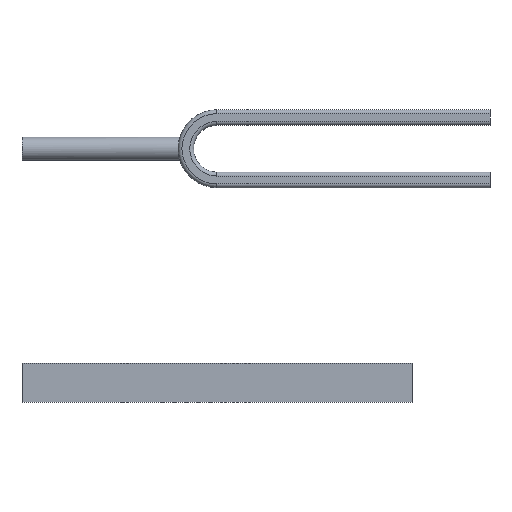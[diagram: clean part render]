
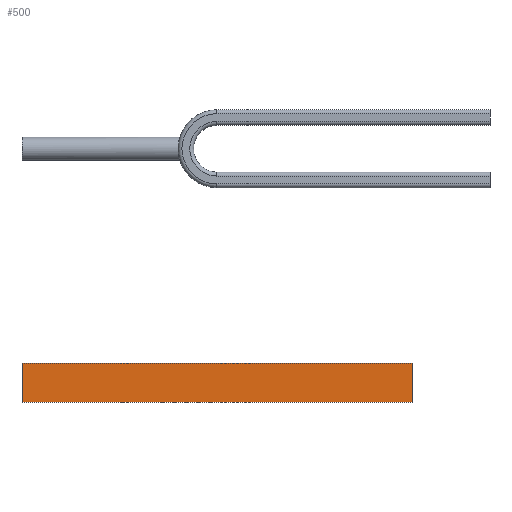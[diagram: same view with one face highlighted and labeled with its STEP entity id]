
A CAD part, front view. The second image highlights one B-rep face of the part: STEP entity #500.
In plain terms, the highlighted planar face has unit normal (0, -1, 0).
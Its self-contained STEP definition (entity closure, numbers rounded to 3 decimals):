
#40=PLANE('',#571);
#74=FACE_OUTER_BOUND('',#105,.T.);
#105=EDGE_LOOP('',(#456,#457,#458,#459));
#135=LINE('',#884,#176);
#139=LINE('',#892,#180);
#142=LINE('',#898,#183);
#145=LINE('',#903,#186);
#176=VECTOR('',#706,10.);
#180=VECTOR('',#712,10.);
#183=VECTOR('',#717,10.);
#186=VECTOR('',#722,10.);
#248=VERTEX_POINT('',#882);
#249=VERTEX_POINT('',#883);
#252=VERTEX_POINT('',#891);
#254=VERTEX_POINT('',#897);
#312=EDGE_CURVE('',#248,#249,#135,.T.);
#316=EDGE_CURVE('',#249,#252,#139,.T.);
#319=EDGE_CURVE('',#252,#254,#142,.T.);
#322=EDGE_CURVE('',#254,#248,#145,.T.);
#456=ORIENTED_EDGE('',*,*,#322,.T.);
#457=ORIENTED_EDGE('',*,*,#312,.T.);
#458=ORIENTED_EDGE('',*,*,#316,.T.);
#459=ORIENTED_EDGE('',*,*,#319,.T.);
#500=ADVANCED_FACE('',(#74),#40,.F.);
#571=AXIS2_PLACEMENT_3D('',#906,#726,#727);
#706=DIRECTION('',(0.,0.,-1.));
#712=DIRECTION('',(1.,0.,0.));
#717=DIRECTION('',(0.,0.,1.));
#722=DIRECTION('',(-1.,0.,0.));
#726=DIRECTION('center_axis',(0.,1.,0.));
#727=DIRECTION('ref_axis',(1.,0.,0.));
#882=CARTESIAN_POINT('',(0.,0.,10.));
#883=CARTESIAN_POINT('',(0.,0.,0.));
#884=CARTESIAN_POINT('',(0.,0.,10.));
#891=CARTESIAN_POINT('',(100.,0.,0.));
#892=CARTESIAN_POINT('',(0.,0.,0.));
#897=CARTESIAN_POINT('',(100.,0.,10.));
#898=CARTESIAN_POINT('',(100.,0.,0.));
#903=CARTESIAN_POINT('',(100.,0.,10.));
#906=CARTESIAN_POINT('Origin',(50.,0.,5.));
